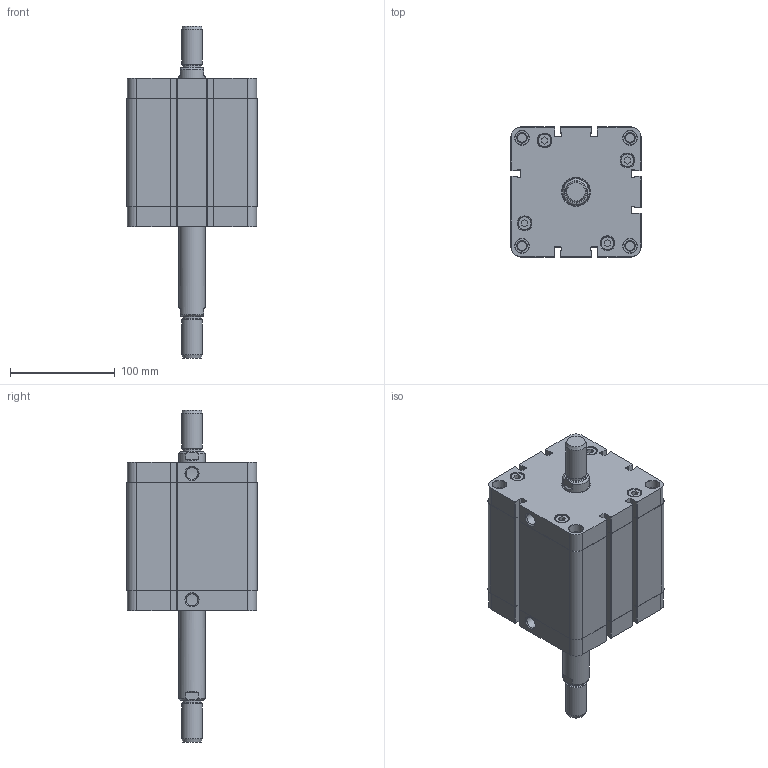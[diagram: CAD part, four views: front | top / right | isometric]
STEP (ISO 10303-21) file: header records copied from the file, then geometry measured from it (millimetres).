
FILE_DESCRIPTION((''),'2;1');
FILE_NAME('ADMP100.075.GS.M.stp','2014-05-12T09:02:07',('carlo.corazza'),(''),'Autodesk Inventor 2012','Autodesk Inventor 2012','');
FILE_SCHEMA(('AUTOMOTIVE_DESIGN { 1 0 10303 214 1 1 1 1 }'));
Length unit declared in the file: millimetre
Products named in the file (5): ADMP100..GS.M; CORPO-075; STELO-075; TA; TPP
Assembly tree (5 placements, depth 2):
  ADMP100..GS.M
    CORPO-075
    STELO-075  x2
    TA
    TPP
Bounding box: 124 x 124 x 316.5 mm (x, y, z)
Volume: 1394195.6 mm3; surface area: 232774.5 mm2
Topology: 5 solids, 15 shells, 635 faces, 1638 edges, 1061 vertices
Faces by surface type: plane 292, cylinder 241, cone 76, torus 26
Full cylindrical faces by diameter (mm): 8.376 x8, 8.9 x8, 10.106 x2, 11.445 x2, 12.7 x8, 13.5 x16, 17.5 x2, 20 x2, 25 x2, 25.6 x2, 26.9 x2, 28 x2, 30 x2, 100 x1
Entity records: 18927 total; most frequent: DIRECTION 3240, CARTESIAN_POINT 3190, ORIENTED_EDGE 2866, EDGE_CURVE 1433, AXIS2_PLACEMENT_3D 1185, VERTEX_POINT 1021, VECTOR 870, LINE 870
